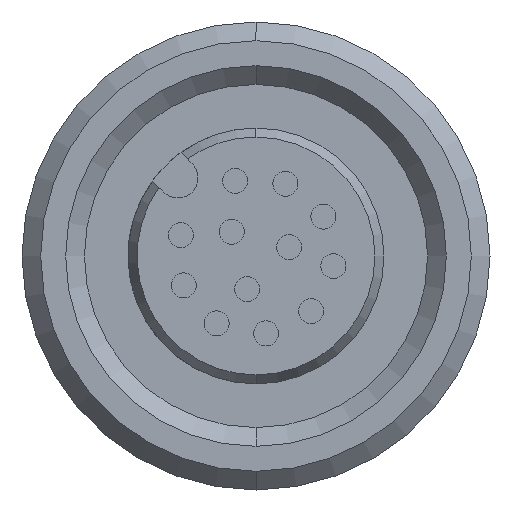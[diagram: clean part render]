
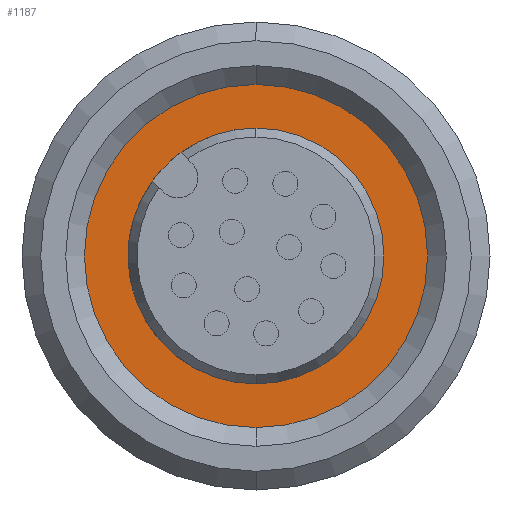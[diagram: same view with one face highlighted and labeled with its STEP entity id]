
A CAD part, left-side view. The second image highlights one B-rep face of the part: STEP entity #1187.
In plain terms, the highlighted planar face has unit normal (-1, 0, 0).
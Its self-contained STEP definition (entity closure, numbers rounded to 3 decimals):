
#145 = EDGE_LOOP ( 'NONE', ( #2863, #1931 ) ) ;
#169 = DIRECTION ( 'NONE',  ( 0., -1., 0. ) ) ;
#543 = DIRECTION ( 'NONE',  ( -1., 0., 0. ) ) ;
#561 = DIRECTION ( 'NONE',  ( -1., 0., 0. ) ) ;
#593 = AXIS2_PLACEMENT_3D ( 'NONE', #2058, #543, #2312 ) ;
#684 = AXIS2_PLACEMENT_3D ( 'NONE', #1410, #3150, #1652 ) ;
#879 = VERTEX_POINT ( 'NONE', #2900 ) ;
#920 = VERTEX_POINT ( 'NONE', #3116 ) ;
#976 = PLANE ( 'NONE',  #1668 ) ;
#982 = ORIENTED_EDGE ( 'NONE', *, *, #2192, .T. ) ;
#1064 = CARTESIAN_POINT ( 'NONE',  ( -5.2, 0., 0. ) ) ;
#1155 = CARTESIAN_POINT ( 'NONE',  ( -5.2, 0., -4.1 ) ) ;
#1187 = ADVANCED_FACE ( 'NONE', ( #1661, #2997 ), #976, .T. ) ;
#1331 = DIRECTION ( 'NONE',  ( 0., 0., -1. ) ) ;
#1410 = CARTESIAN_POINT ( 'NONE',  ( -5.2, 0., 0. ) ) ;
#1435 = EDGE_CURVE ( 'NONE', #1844, #1578, #2090, .T. ) ;
#1546 = EDGE_CURVE ( 'NONE', #920, #879, #2459, .T. ) ;
#1578 = VERTEX_POINT ( 'NONE', #1155 ) ;
#1652 = DIRECTION ( 'NONE',  ( 0., 0., -1. ) ) ;
#1661 = FACE_OUTER_BOUND ( 'NONE', #2194, .T. ) ;
#1668 = AXIS2_PLACEMENT_3D ( 'NONE', #2755, #1737, #169 ) ;
#1737 = DIRECTION ( 'NONE',  ( -1., 0., 0. ) ) ;
#1844 = VERTEX_POINT ( 'NONE', #1885 ) ;
#1885 = CARTESIAN_POINT ( 'NONE',  ( -5.2, 0., 4.1 ) ) ;
#1891 = CIRCLE ( 'NONE', #593, 5.5 ) ;
#1931 = ORIENTED_EDGE ( 'NONE', *, *, #1435, .F. ) ;
#2058 = CARTESIAN_POINT ( 'NONE',  ( -5.2, 0., 0. ) ) ;
#2077 = CARTESIAN_POINT ( 'NONE',  ( -5.2, 0., 0. ) ) ;
#2090 = CIRCLE ( 'NONE', #2093, 4.1 ) ;
#2093 = AXIS2_PLACEMENT_3D ( 'NONE', #2077, #561, #2336 ) ;
#2147 = EDGE_CURVE ( 'NONE', #1578, #1844, #2581, .T. ) ;
#2192 = EDGE_CURVE ( 'NONE', #879, #920, #1891, .T. ) ;
#2194 = EDGE_LOOP ( 'NONE', ( #982, #3290 ) ) ;
#2312 = DIRECTION ( 'NONE',  ( 0., 0., -1. ) ) ;
#2336 = DIRECTION ( 'NONE',  ( 0., 0., -1. ) ) ;
#2459 = CIRCLE ( 'NONE', #684, 5.5 ) ;
#2581 = CIRCLE ( 'NONE', #3206, 4.1 ) ;
#2755 = CARTESIAN_POINT ( 'NONE',  ( -5.2, 0., -4.8 ) ) ;
#2827 = DIRECTION ( 'NONE',  ( -1., 0., 0. ) ) ;
#2863 = ORIENTED_EDGE ( 'NONE', *, *, #2147, .F. ) ;
#2900 = CARTESIAN_POINT ( 'NONE',  ( -5.2, 0., -5.5 ) ) ;
#2997 = FACE_BOUND ( 'NONE', #145, .T. ) ;
#3116 = CARTESIAN_POINT ( 'NONE',  ( -5.2, 0., 5.5 ) ) ;
#3150 = DIRECTION ( 'NONE',  ( -1., 0., 0. ) ) ;
#3206 = AXIS2_PLACEMENT_3D ( 'NONE', #1064, #2827, #1331 ) ;
#3290 = ORIENTED_EDGE ( 'NONE', *, *, #1546, .T. ) ;
